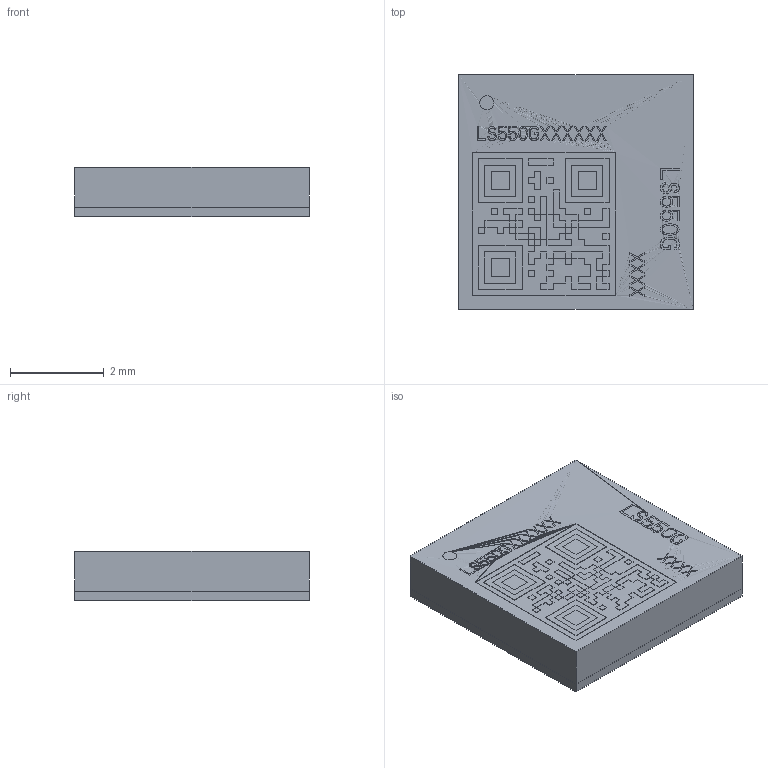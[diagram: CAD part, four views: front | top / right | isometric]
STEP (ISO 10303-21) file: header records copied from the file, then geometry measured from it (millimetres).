
FILE_DESCRIPTION(/* description */ ('STEP AP242','CAx-IF Rec.Pracs.---Representation and Presentation of Product Manufacturing Information (PMI)---4.0---2014-10-13','CAx-IF Rec.Pracs.---3D Tessellated Geometry---0.4---2014-09-14','2;1'),/* implementation_level */ '2;1');
FILE_NAME(/* name */ '68afcc040d02497988044e36',/* time_stamp */ '2025-08-28T03:25:06Z',/* author */ (''),/* organization */ (''),/* preprocessor_version */ 'ST-DEVELOPER v20',/* originating_system */ 'ONSHAPE BY PTC INC, 1.202',/* authorisation */ ' ');
FILE_SCHEMA (('AP242_MANAGED_MODEL_BASED_3D_ENGINEERING_MIM_LF { 1 0 10303 442 1 1 4 }'));
Products named in the file (1305): LS550G_PCB
Bounding box: 5 x 5 x 1.05 mm (x, y, z)
Volume: 5 mm3; surface area: 121.8 mm2
Topology: 1 solids, 33 shells, 495 faces, 2803 edges, 3683 vertices
Faces by surface type: plane 495
Entity records: 61358 total; most frequent: DIRECTION 6371, CARTESIAN_POINT 5840, LINE 2759, VECTOR 2759, ORIENTED_EDGE 2702, PRESENTATION_STYLE_ASSIGNMENT 2638, STYLED_ITEM 2596, CURVE_STYLE 2560
